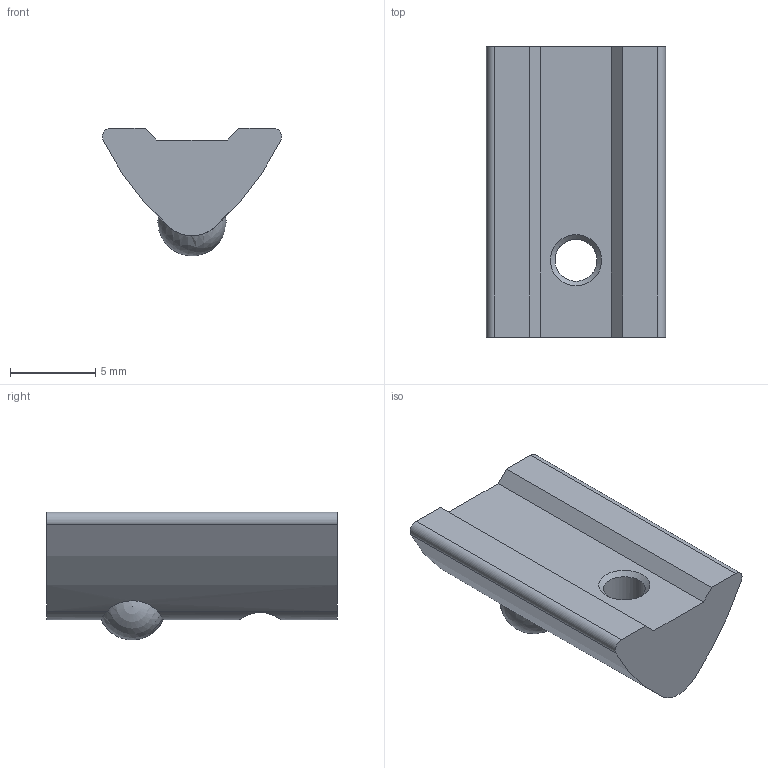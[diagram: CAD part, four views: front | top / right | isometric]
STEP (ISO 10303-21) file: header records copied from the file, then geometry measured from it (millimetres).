
FILE_DESCRIPTION(/* description */ ('Nutenstein einschwenkbar mit Federkugel M3, Nut 6'),/* implementation_level */ '2;1');
FILE_NAME(/* name */ '262200100 Nutenstein einschwenkbar mit Federkugel M3, N6.stp',/* time_stamp */ '2023-08-08T14:26:53+02:00',/* author */ ('wheldmann'),/* organization */ (''),/* preprocessor_version */ 'ST-DEVELOPER v17.2',/* originating_system */ 'Autodesk Inventor 2019',/* authorisation */ '');
FILE_SCHEMA (('AUTOMOTIVE_DESIGN { 1 0 10303 214 3 1 1 }'));
Length unit declared in the file: millimetre
Products named in the file (1): 262200100
Bounding box: 10.5 x 17 x 7.49 mm (x, y, z)
Volume: 678.8 mm3; surface area: 594.7 mm2
Topology: 1 solids, 1 shells, 16 faces, 50 edges, 34 vertices
Faces by surface type: cylinder 7, plane 7, cone 1, sphere 1
Full cylindrical faces by diameter (mm): 2.459 x1
Entity records: 681 total; most frequent: CARTESIAN_POINT 195, ORIENTED_EDGE 96, DIRECTION 90, EDGE_CURVE 48, VERTEX_POINT 34, AXIS2_PLACEMENT_3D 33, LINE 24, VECTOR 24
